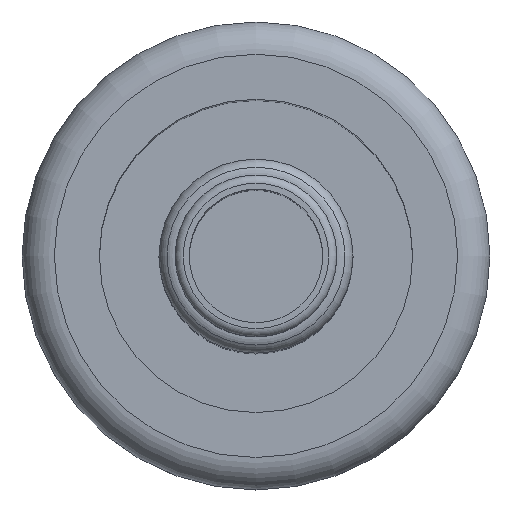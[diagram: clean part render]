
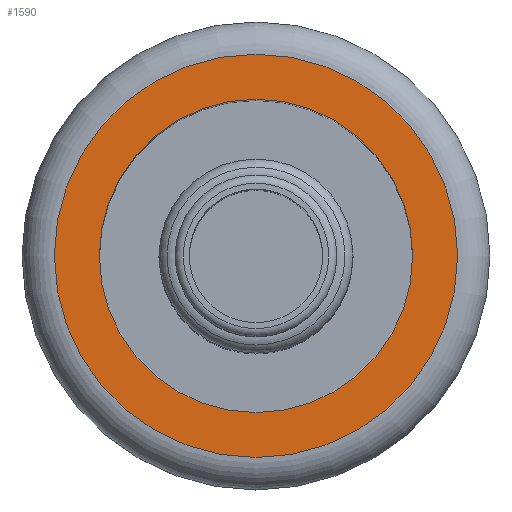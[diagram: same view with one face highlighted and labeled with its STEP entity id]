
A CAD part, top view. The second image highlights one B-rep face of the part: STEP entity #1590.
In plain terms, the highlighted planar face has unit normal (0, 0, 1).
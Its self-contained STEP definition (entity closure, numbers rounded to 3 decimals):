
#36=FACE_BOUND('',#224,.T.);
#50=PLANE('',#1721);
#127=FACE_OUTER_BOUND('',#223,.T.);
#223=EDGE_LOOP('',(#1323));
#224=EDGE_LOOP('',(#1324));
#287=CIRCLE('',#1717,6.235);
#291=CIRCLE('',#1722,4.845);
#715=VERTEX_POINT('',#7312);
#718=VERTEX_POINT('',#7320);
#926=EDGE_CURVE('',#715,#715,#287,.T.);
#930=EDGE_CURVE('',#718,#718,#291,.T.);
#1323=ORIENTED_EDGE('',*,*,#926,.F.);
#1324=ORIENTED_EDGE('',*,*,#930,.T.);
#1590=ADVANCED_FACE('',(#127,#36),#50,.T.);
#1717=AXIS2_PLACEMENT_3D('',#7313,#2004,#2005);
#1721=AXIS2_PLACEMENT_3D('',#7319,#2012,#2013);
#1722=AXIS2_PLACEMENT_3D('',#7321,#2014,#2015);
#2004=DIRECTION('center_axis',(0.,0.,-1.));
#2005=DIRECTION('ref_axis',(-1.,0.,0.));
#2012=DIRECTION('center_axis',(0.,0.,1.));
#2013=DIRECTION('ref_axis',(-1.,0.,0.));
#2014=DIRECTION('center_axis',(0.,0.,-1.));
#2015=DIRECTION('ref_axis',(-1.,0.,0.));
#7312=CARTESIAN_POINT('',(-6.235,0.,24.34));
#7313=CARTESIAN_POINT('Origin',(0.,0.,24.34));
#7319=CARTESIAN_POINT('Origin',(0.,0.,24.34));
#7320=CARTESIAN_POINT('',(4.845,0.,24.34));
#7321=CARTESIAN_POINT('Origin',(0.,0.,24.34));
